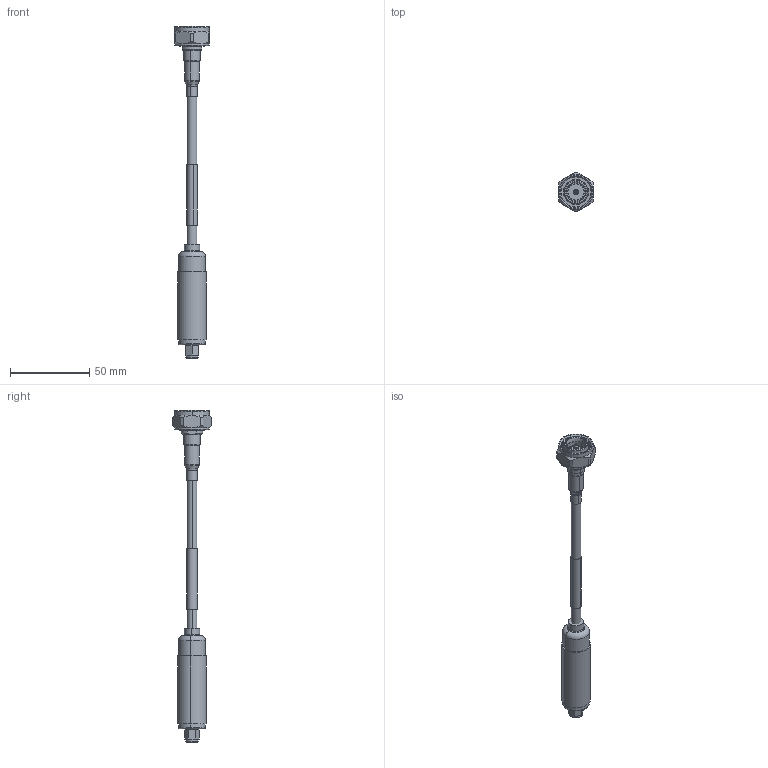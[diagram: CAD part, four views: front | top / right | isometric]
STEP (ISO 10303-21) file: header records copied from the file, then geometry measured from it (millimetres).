
FILE_DESCRIPTION (( 'STEP AP214' ), '1' );
FILE_NAME ('FMCA100299-WP_3D.step', '2024-11-14T23:30:54', ( '' ), ( '' ), 'SwSTEP 2.0', 'SolidWorks 2022', '' );
FILE_SCHEMA (( 'AUTOMOTIVE_DESIGN' ));
Length unit declared in the file: inch
Products named in the file (14): 1AW01-003_.242" ID X 1.50; TC-240-4310M-X_insulator; LMR-240_默认; PECB008; TC-240-SM-SS-X_c-contact; TC-240-SM-SS-X; TC-240-4310M-X_c-contact; TC-240-4310M-X_ferrule; TC-240-4310M-X_body; TC-240-SM-SS-X_ferrule; TC-240-SM-SS-X_body; HeatShrink_EZ-240-TM-X; FMCA100299-WP_3D; TC-240-4310M-X
Assembly tree (13 placements, depth 3):
  FMCA100299-WP_3D
    1AW01-003_.242" ID X 1.50
    LMR-240_默认
    TC-240-SM-SS-X
      TC-240-SM-SS-X_body
      TC-240-SM-SS-X_c-contact
      TC-240-SM-SS-X_ferrule
    HeatShrink_EZ-240-TM-X
    TC-240-4310M-X
      TC-240-4310M-X_body
      TC-240-4310M-X_c-contact
      TC-240-4310M-X_insulator
      TC-240-4310M-X_ferrule
    PECB008
Bounding box: 22 x 24.5 x 209.17 mm (x, y, z)
Volume: 24097.4 mm3; surface area: 17151.3 mm2
Topology: 11 solids, 11 shells, 410 faces, 846 edges, 492 vertices
Faces by surface type: cone 144, cylinder 142, plane 78, torus 44, sphere 2
Entity records: 11700 total; most frequent: DIRECTION 2142, CARTESIAN_POINT 2092, ORIENTED_EDGE 1688, AXIS2_PLACEMENT_3D 916, EDGE_CURVE 844, VERTEX_POINT 492, CIRCLE 488, EDGE_LOOP 460
